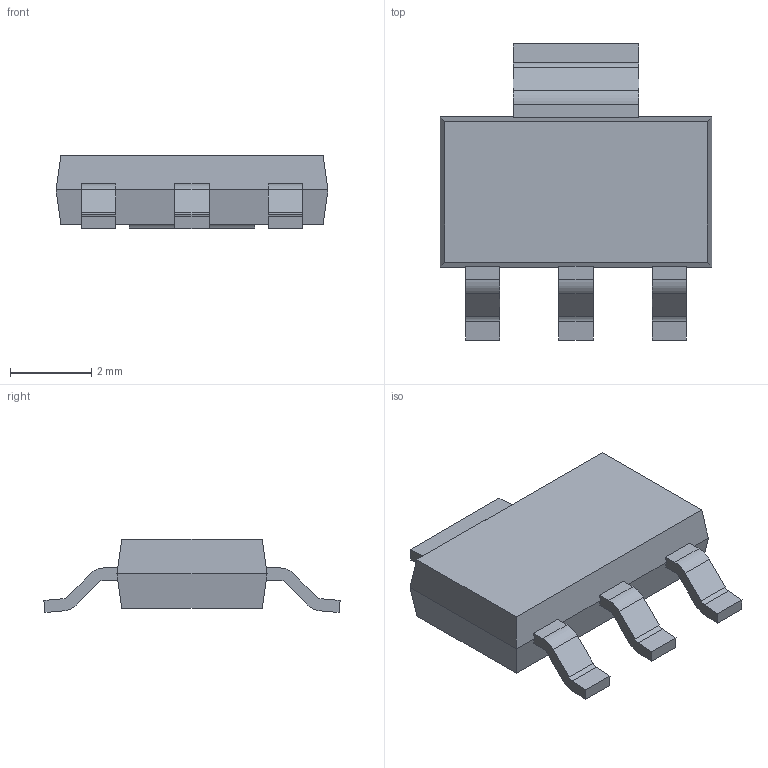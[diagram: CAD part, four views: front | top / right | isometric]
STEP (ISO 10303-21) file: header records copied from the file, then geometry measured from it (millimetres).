
FILE_DESCRIPTION (( 'STEP AP214' ), '1' );
FILE_NAME ('SOT223-4.STEP', '2012-10-09T18:54:20', ( 'Ryan Rutledge' ), ( 'Pacific Bioscience Laboratories, Inc.' ), 'SwSTEP 2.0', 'SolidWorks 2012', '' );
FILE_SCHEMA (( 'AUTOMOTIVE_DESIGN' ));
Length unit declared in the file: millimetre
Products named in the file (1): SOT223-4
Bounding box: 6.7 x 7.3 x 1.8 mm (x, y, z)
Volume: 43.6 mm3; surface area: 108.1 mm2
Topology: 1 solids, 1 shells, 62 faces, 176 edges, 116 vertices
Faces by surface type: plane 46, cylinder 16
Entity records: 2144 total; most frequent: CARTESIAN_POINT 355, ORIENTED_EDGE 352, DIRECTION 334, EDGE_CURVE 176, LINE 144, VECTOR 144, VERTEX_POINT 116, AXIS2_PLACEMENT_3D 95
